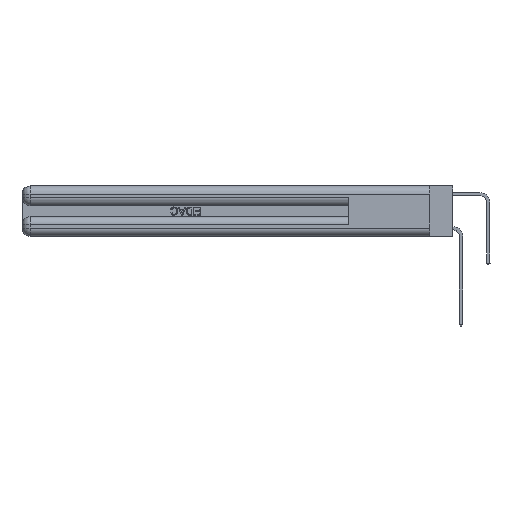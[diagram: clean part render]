
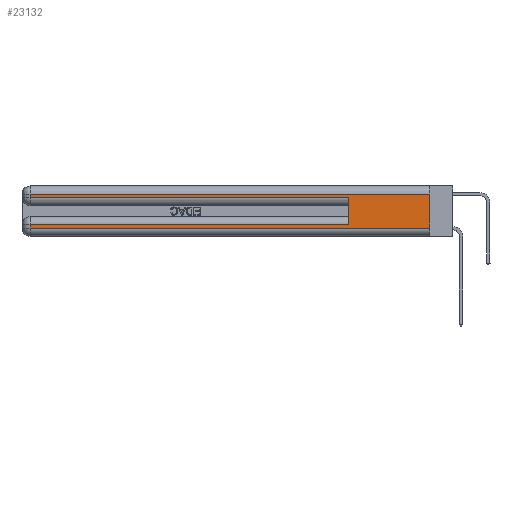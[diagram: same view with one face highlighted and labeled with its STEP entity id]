
A CAD part, left-side view. The second image highlights one B-rep face of the part: STEP entity #23132.
In plain terms, the highlighted planar face has unit normal (-1, 0, 0).
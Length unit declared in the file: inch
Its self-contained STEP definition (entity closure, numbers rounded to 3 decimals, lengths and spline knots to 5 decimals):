
#697 = VECTOR ( 'NONE', #13956, 39.37008 ) ;
#859 = VERTEX_POINT ( 'NONE', #16375 ) ;
#1278 = CARTESIAN_POINT ( 'NONE',  ( 0., 0., 0.06 ) ) ;
#3789 = EDGE_LOOP ( 'NONE', ( #26667, #26385, #9725, #5303, #21069, #25375, #32391, #15016 ) ) ;
#3795 = CARTESIAN_POINT ( 'NONE',  ( 0., 2.94, 0.37 ) ) ;
#4132 = VERTEX_POINT ( 'NONE', #7942 ) ;
#4658 = EDGE_CURVE ( 'NONE', #15433, #7070, #28687, .T. ) ;
#5303 = ORIENTED_EDGE ( 'NONE', *, *, #30626, .T. ) ;
#5332 = PLANE ( 'NONE',  #13494 ) ;
#6348 = LINE ( 'NONE', #3795, #13079 ) ;
#7070 = VERTEX_POINT ( 'NONE', #14388 ) ;
#7130 = LINE ( 'NONE', #17430, #29265 ) ;
#7211 = DIRECTION ( 'NONE',  ( 0., 0., -1. ) ) ;
#7315 = DIRECTION ( 'NONE',  ( 0., -1., 0. ) ) ;
#7461 = EDGE_CURVE ( 'NONE', #859, #21849, #27153, .T. ) ;
#7710 = VERTEX_POINT ( 'NONE', #17215 ) ;
#7936 = VECTOR ( 'NONE', #22324, 39.37008 ) ;
#7942 = CARTESIAN_POINT ( 'NONE',  ( 0., 2.94, 0.31 ) ) ;
#8681 = EDGE_CURVE ( 'NONE', #4132, #30858, #6348, .T. ) ;
#8913 = LINE ( 'NONE', #21920, #697 ) ;
#9087 = CARTESIAN_POINT ( 'NONE',  ( 0., 2.94, 0.285 ) ) ;
#9725 = ORIENTED_EDGE ( 'NONE', *, *, #8681, .T. ) ;
#11595 = DIRECTION ( 'NONE',  ( 0., -1., 0. ) ) ;
#12003 = LINE ( 'NONE', #22147, #7936 ) ;
#12345 = LINE ( 'NONE', #22658, #14414 ) ;
#12484 = VERTEX_POINT ( 'NONE', #32291 ) ;
#12603 = CARTESIAN_POINT ( 'NONE',  ( 0., 0., 0.37 ) ) ;
#13079 = VECTOR ( 'NONE', #14100, 39.37008 ) ;
#13494 = AXIS2_PLACEMENT_3D ( 'NONE', #12603, #28007, #7211 ) ;
#13956 = DIRECTION ( 'NONE',  ( 0., 0., -1. ) ) ;
#14100 = DIRECTION ( 'NONE',  ( 0., 0., -1. ) ) ;
#14154 = VECTOR ( 'NONE', #22617, 39.37008 ) ;
#14388 = CARTESIAN_POINT ( 'NONE',  ( 0., 0.6, 0.285 ) ) ;
#14414 = VECTOR ( 'NONE', #29609, 39.37008 ) ;
#14670 = CARTESIAN_POINT ( 'NONE',  ( 0., 0., 0.37 ) ) ;
#15016 = ORIENTED_EDGE ( 'NONE', *, *, #7461, .T. ) ;
#15163 = VECTOR ( 'NONE', #21412, 39.37008 ) ;
#15433 = VERTEX_POINT ( 'NONE', #23990 ) ;
#16375 = CARTESIAN_POINT ( 'NONE',  ( 0., 2.94, 0.06 ) ) ;
#17215 = CARTESIAN_POINT ( 'NONE',  ( 0., 2.94, 0.085 ) ) ;
#17255 = VECTOR ( 'NONE', #11595, 39.37008 ) ;
#17430 = CARTESIAN_POINT ( 'NONE',  ( 0., 0., 0.285 ) ) ;
#21069 = ORIENTED_EDGE ( 'NONE', *, *, #4658, .F. ) ;
#21107 = EDGE_CURVE ( 'NONE', #12484, #4132, #12345, .T. ) ;
#21174 = EDGE_CURVE ( 'NONE', #15433, #7710, #12003, .T. ) ;
#21412 = DIRECTION ( 'NONE',  ( 0., 0., 1. ) ) ;
#21849 = VERTEX_POINT ( 'NONE', #32404 ) ;
#21920 = CARTESIAN_POINT ( 'NONE',  ( 0., 2.94, 0.37 ) ) ;
#22147 = CARTESIAN_POINT ( 'NONE',  ( 0., 0., 0.085 ) ) ;
#22324 = DIRECTION ( 'NONE',  ( 0., 1., 0. ) ) ;
#22617 = DIRECTION ( 'NONE',  ( 0., 0., -1. ) ) ;
#22658 = CARTESIAN_POINT ( 'NONE',  ( 0., 0., 0.31 ) ) ;
#23132 = ADVANCED_FACE ( 'NONE', ( #26775 ), #5332, .F. ) ;
#23990 = CARTESIAN_POINT ( 'NONE',  ( 0., 0.6, 0.085 ) ) ;
#25375 = ORIENTED_EDGE ( 'NONE', *, *, #21174, .T. ) ;
#26281 = EDGE_CURVE ( 'NONE', #12484, #21849, #30080, .T. ) ;
#26385 = ORIENTED_EDGE ( 'NONE', *, *, #21107, .T. ) ;
#26667 = ORIENTED_EDGE ( 'NONE', *, *, #26281, .F. ) ;
#26675 = EDGE_CURVE ( 'NONE', #7710, #859, #8913, .T. ) ;
#26775 = FACE_OUTER_BOUND ( 'NONE', #3789, .T. ) ;
#27153 = LINE ( 'NONE', #1278, #17255 ) ;
#28007 = DIRECTION ( 'NONE',  ( 1., 0., 0. ) ) ;
#28519 = CARTESIAN_POINT ( 'NONE',  ( 0., 0.6, 0.145 ) ) ;
#28687 = LINE ( 'NONE', #28519, #15163 ) ;
#29265 = VECTOR ( 'NONE', #7315, 39.37008 ) ;
#29609 = DIRECTION ( 'NONE',  ( 0., 1., 0. ) ) ;
#30080 = LINE ( 'NONE', #14670, #14154 ) ;
#30626 = EDGE_CURVE ( 'NONE', #30858, #7070, #7130, .T. ) ;
#30858 = VERTEX_POINT ( 'NONE', #9087 ) ;
#32291 = CARTESIAN_POINT ( 'NONE',  ( 0., 0., 0.31 ) ) ;
#32391 = ORIENTED_EDGE ( 'NONE', *, *, #26675, .T. ) ;
#32404 = CARTESIAN_POINT ( 'NONE',  ( 0., 0., 0.06 ) ) ;
